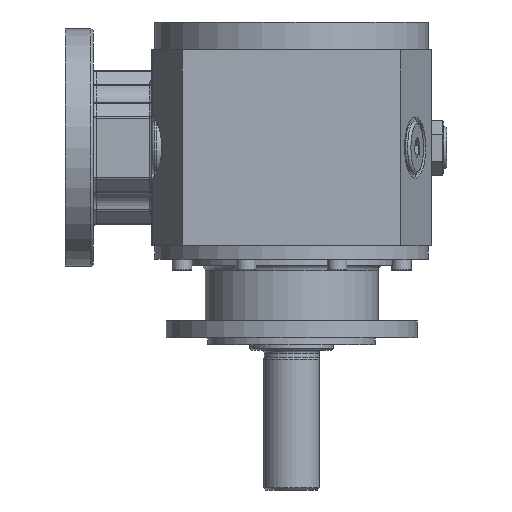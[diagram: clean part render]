
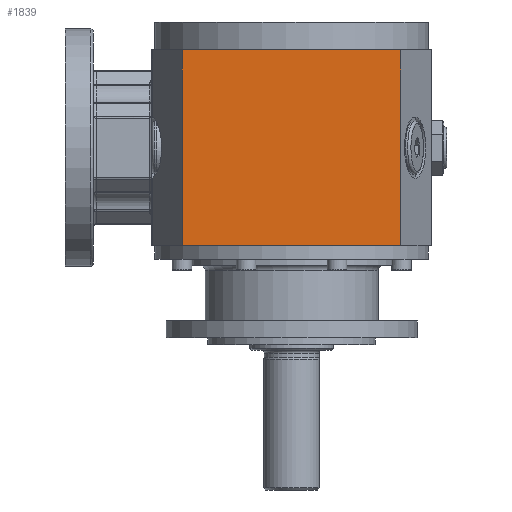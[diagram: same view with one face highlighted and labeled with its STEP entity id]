
A CAD part, front view. The second image highlights one B-rep face of the part: STEP entity #1839.
In plain terms, the highlighted planar face has unit normal (0, -1, 0).
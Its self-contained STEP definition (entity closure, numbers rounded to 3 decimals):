
#1839 = ADVANCED_FACE( '', ( #4223 ), #4224, .T. );
#4223 = FACE_OUTER_BOUND( '', #12513, .T. );
#4224 = PLANE( '', #12514 );
#12513 = EDGE_LOOP( '', ( #21720, #21721, #21722, #21723 ) );
#12514 = AXIS2_PLACEMENT_3D( '', #21724, #21725, #21726 );
#21720 = ORIENTED_EDGE( '', *, *, #26367, .F. );
#21721 = ORIENTED_EDGE( '', *, *, #25369, .T. );
#21722 = ORIENTED_EDGE( '', *, *, #26182, .T. );
#21723 = ORIENTED_EDGE( '', *, *, #24678, .F. );
#21724 = CARTESIAN_POINT( '', ( 14.181, 5.262, 0. ) );
#21725 = DIRECTION( '', ( 0., -1., 0. ) );
#21726 = DIRECTION( '', ( 0., 0., -1. ) );
#24678 = EDGE_CURVE( '', #27423, #27425, #27426, .T. );
#25369 = EDGE_CURVE( '', #28592, #28589, #28593, .T. );
#26182 = EDGE_CURVE( '', #28589, #27425, #29776, .T. );
#26367 = EDGE_CURVE( '', #28592, #27423, #30016, .T. );
#27423 = VERTEX_POINT( '', #33013 );
#27425 = VERTEX_POINT( '', #33016 );
#27426 = LINE( '', #33017, #33018 );
#28589 = VERTEX_POINT( '', #38034 );
#28592 = VERTEX_POINT( '', #38038 );
#28593 = LINE( '', #38039, #38040 );
#29776 = LINE( '', #43340, #43341 );
#30016 = LINE( '', #44357, #44358 );
#33013 = CARTESIAN_POINT( '', ( 14.181, 5.262, 35. ) );
#33016 = CARTESIAN_POINT( '', ( 92.343, 5.262, 35. ) );
#33017 = CARTESIAN_POINT( '', ( 53.262, 5.262, 35. ) );
#33018 = VECTOR( '', #47632, 1000. );
#38034 = CARTESIAN_POINT( '', ( 92.343, 5.262, -35. ) );
#38038 = CARTESIAN_POINT( '', ( 14.181, 5.262, -35. ) );
#38039 = CARTESIAN_POINT( '', ( 53.262, 5.262, -35. ) );
#38040 = VECTOR( '', #48351, 1000. );
#43340 = CARTESIAN_POINT( '', ( 92.343, 5.262, 0. ) );
#43341 = VECTOR( '', #49145, 1000. );
#44357 = CARTESIAN_POINT( '', ( 14.181, 5.262, 0. ) );
#44358 = VECTOR( '', #49292, 1000. );
#47632 = DIRECTION( '', ( 1., 0., 0. ) );
#48351 = DIRECTION( '', ( 1., 0., 0. ) );
#49145 = DIRECTION( '', ( 0., 0., 1. ) );
#49292 = DIRECTION( '', ( 0., 0., 1. ) );
